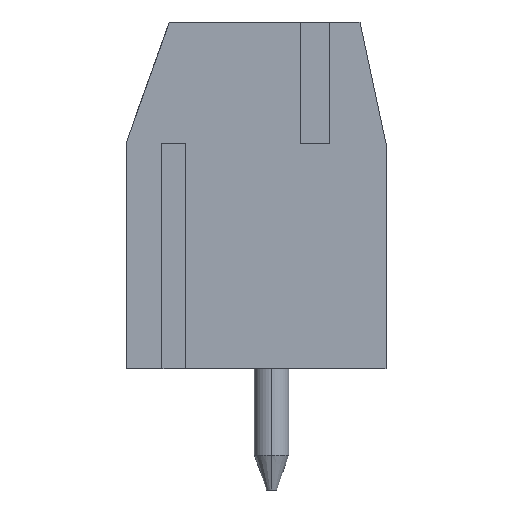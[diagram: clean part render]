
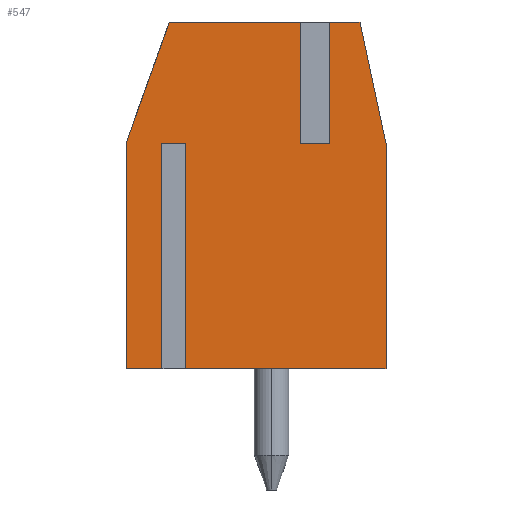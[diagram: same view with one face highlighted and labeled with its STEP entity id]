
A CAD part, left-side view. The second image highlights one B-rep face of the part: STEP entity #547.
In plain terms, the highlighted planar face has unit normal (-1, 0, 0).
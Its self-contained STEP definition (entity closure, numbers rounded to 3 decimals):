
#547=ADVANCED_FACE('',(#961),#962,.T.);
#961=FACE_OUTER_BOUND('',#1897,.T.);
#962=PLANE('',#1898);
#1897=EDGE_LOOP('',(#2700,#2701,#2702,#2703,#2704,#2705,#2706,#2707,#2708,#2709,#2710,#2711,#2712,#2713));
#1898=AXIS2_PLACEMENT_3D('',#2714,#2715,#2716);
#2700=ORIENTED_EDGE('',*,*,#4321,.F.);
#2701=ORIENTED_EDGE('',*,*,#4322,.F.);
#2702=ORIENTED_EDGE('',*,*,#4323,.T.);
#2703=ORIENTED_EDGE('',*,*,#4216,.T.);
#2704=ORIENTED_EDGE('',*,*,#4244,.T.);
#2705=ORIENTED_EDGE('',*,*,#4320,.T.);
#2706=ORIENTED_EDGE('',*,*,#4264,.T.);
#2707=ORIENTED_EDGE('',*,*,#4324,.F.);
#2708=ORIENTED_EDGE('',*,*,#4325,.F.);
#2709=ORIENTED_EDGE('',*,*,#4326,.T.);
#2710=ORIENTED_EDGE('',*,*,#4275,.T.);
#2711=ORIENTED_EDGE('',*,*,#4262,.T.);
#2712=ORIENTED_EDGE('',*,*,#4327,.T.);
#2713=ORIENTED_EDGE('',*,*,#4220,.T.);
#2714=CARTESIAN_POINT('',(-5.0,0.0,0.0));
#2715=DIRECTION('',(-1.0,0.0,0.0));
#2716=DIRECTION('',(0.0,0.0,1.0));
#4216=EDGE_CURVE('',#5198,#5196,#5199,.T.);
#4220=EDGE_CURVE('',#5206,#5204,#5207,.T.);
#4244=EDGE_CURVE('',#5196,#5243,#5245,.F.);
#4262=EDGE_CURVE('',#5247,#5277,#5279,.T.);
#4264=EDGE_CURVE('',#5283,#5280,#5284,.T.);
#4275=EDGE_CURVE('',#5299,#5247,#5300,.T.);
#4320=EDGE_CURVE('',#5243,#5283,#5366,.T.);
#4321=EDGE_CURVE('',#5367,#5204,#5368,.T.);
#4322=EDGE_CURVE('',#5369,#5367,#5370,.T.);
#4323=EDGE_CURVE('',#5369,#5198,#5371,.T.);
#4324=EDGE_CURVE('',#5372,#5280,#5373,.T.);
#4325=EDGE_CURVE('',#5374,#5372,#5375,.T.);
#4326=EDGE_CURVE('',#5374,#5299,#5376,.T.);
#4327=EDGE_CURVE('',#5277,#5206,#5377,.F.);
#5196=VERTEX_POINT('',#6269);
#5198=VERTEX_POINT('',#6272);
#5199=LINE('',#6273,#6274);
#5204=VERTEX_POINT('',#6281);
#5206=VERTEX_POINT('',#6284);
#5207=LINE('',#6285,#6286);
#5243=VERTEX_POINT('',#6338);
#5245=LINE('',#6341,#6342);
#5247=VERTEX_POINT('',#6344);
#5277=VERTEX_POINT('',#6390);
#5279=LINE('',#6393,#6394);
#5280=VERTEX_POINT('',#6395);
#5283=VERTEX_POINT('',#6399);
#5284=LINE('',#6400,#6401);
#5299=VERTEX_POINT('',#6424);
#5300=LINE('',#6425,#6426);
#5366=LINE('',#6528,#6529);
#5367=VERTEX_POINT('',#6530);
#5368=LINE('',#6531,#6532);
#5369=VERTEX_POINT('',#6533);
#5370=LINE('',#6534,#6535);
#5371=LINE('',#6536,#6537);
#5372=VERTEX_POINT('',#6538);
#5373=LINE('',#6539,#6540);
#5374=VERTEX_POINT('',#6541);
#5375=LINE('',#6542,#6543);
#5376=LINE('',#6544,#6545);
#5377=LINE('',#6546,#6547);
#6269=CARTESIAN_POINT('',(-5.0,2.5,5.0));
#6272=CARTESIAN_POINT('',(-5.0,-1.35,5.0));
#6273=CARTESIAN_POINT('',(-5.0,-3.75,5.0));
#6274=VECTOR('',#7330,1000.0);
#6281=CARTESIAN_POINT('',(-5.0,-2.05,5.0));
#6284=CARTESIAN_POINT('',(-5.0,-3.0,5.0));
#6285=CARTESIAN_POINT('',(-5.0,-3.75,5.0));
#6286=VECTOR('',#7334,1000.0);
#6338=CARTESIAN_POINT('',(-5.0,3.75,1.5));
#6341=CARTESIAN_POINT('',(-5.0,3.801,1.357));
#6342=VECTOR('',#7370,1000.0);
#6344=CARTESIAN_POINT('',(-5.0,-3.75,-5.0));
#6390=CARTESIAN_POINT('',(-5.0,-3.75,1.5));
#6393=CARTESIAN_POINT('',(-5.0,-3.75,-5.0));
#6394=VECTOR('',#7388,1000.0);
#6395=CARTESIAN_POINT('',(-5.0,2.725,-5.0));
#6399=CARTESIAN_POINT('',(-5.0,3.75,-5.0));
#6400=CARTESIAN_POINT('',(-5.0,3.75,-5.0));
#6401=VECTOR('',#7390,1000.0);
#6424=CARTESIAN_POINT('',(-5.0,2.025,-5.0));
#6425=CARTESIAN_POINT('',(-5.0,3.75,-5.0));
#6426=VECTOR('',#7405,1000.0);
#6528=CARTESIAN_POINT('',(-5.0,3.75,5.0));
#6529=VECTOR('',#7466,1000.0);
#6530=CARTESIAN_POINT('',(-5.0,-2.05,1.5));
#6531=CARTESIAN_POINT('',(-5.0,-2.05,1.5));
#6532=VECTOR('',#7467,1000.0);
#6533=CARTESIAN_POINT('',(-5.0,-1.35,1.5));
#6534=CARTESIAN_POINT('',(-5.0,-1.35,1.5));
#6535=VECTOR('',#7468,1000.0);
#6536=CARTESIAN_POINT('',(-5.0,-1.35,1.5));
#6537=VECTOR('',#7469,1000.0);
#6538=CARTESIAN_POINT('',(-5.0,2.725,1.5));
#6539=CARTESIAN_POINT('',(-5.0,2.725,1.5));
#6540=VECTOR('',#7470,1000.0);
#6541=CARTESIAN_POINT('',(-5.0,2.025,1.5));
#6542=CARTESIAN_POINT('',(-5.0,2.025,1.5));
#6543=VECTOR('',#7471,1000.0);
#6544=CARTESIAN_POINT('',(-5.0,2.025,1.5));
#6545=VECTOR('',#7472,1000.0);
#6546=CARTESIAN_POINT('',(-5.0,-3.893,0.834));
#6547=VECTOR('',#7473,1000.0);
#7330=DIRECTION('',(0.0,1.0,0.));
#7334=DIRECTION('',(0.0,1.0,0.));
#7370=DIRECTION('',(0.0,-0.336,0.942));
#7388=DIRECTION('',(0.0,0.,1.0));
#7390=DIRECTION('',(0.0,-1.0,0.));
#7405=DIRECTION('',(0.0,-1.0,0.));
#7466=DIRECTION('',(0.0,0.,-1.0));
#7467=DIRECTION('',(0.0,0.,1.0));
#7468=DIRECTION('',(0.0,-1.0,0.));
#7469=DIRECTION('',(0.0,0.,1.0));
#7470=DIRECTION('',(0.0,0.,-1.0));
#7471=DIRECTION('',(0.0,1.0,0.));
#7472=DIRECTION('',(0.0,0.,-1.0));
#7473=DIRECTION('',(0.0,-0.21,-0.978));
